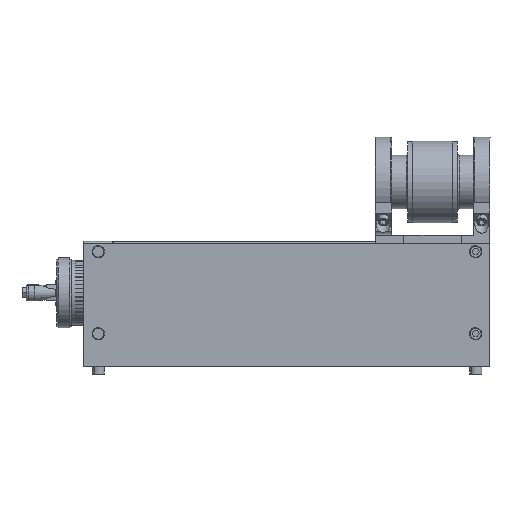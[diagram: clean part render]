
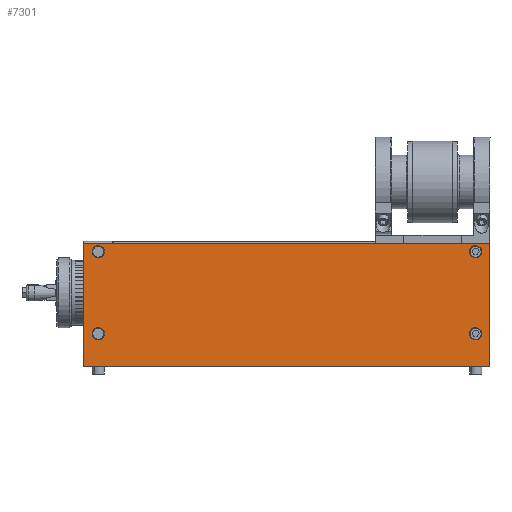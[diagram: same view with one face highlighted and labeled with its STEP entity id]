
A CAD part, left-side view. The second image highlights one B-rep face of the part: STEP entity #7301.
In plain terms, the highlighted planar face has unit normal (-1, 0, 0).
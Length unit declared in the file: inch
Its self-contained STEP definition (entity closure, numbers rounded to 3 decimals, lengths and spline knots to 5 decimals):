
#61 = ORIENTED_EDGE ( 'NONE', *, *, #891, .T. ) ;
#88 = DIRECTION ( 'NONE',  ( 1., 0., 0. ) ) ;
#397 = EDGE_CURVE ( 'NONE', #13451, #4515, #945, .T. ) ;
#882 = VERTEX_POINT ( 'NONE', #5733 ) ;
#891 = EDGE_CURVE ( 'NONE', #7480, #8209, #5299, .T. ) ;
#945 = LINE ( 'NONE', #13215, #7600 ) ;
#1003 = DIRECTION ( 'NONE',  ( 1., 0., 0. ) ) ;
#1137 = VERTEX_POINT ( 'NONE', #1998 ) ;
#1244 = DIRECTION ( 'NONE',  ( 0., 0., 1. ) ) ;
#1319 = FACE_BOUND ( 'NONE', #12292, .T. ) ;
#1801 = ORIENTED_EDGE ( 'NONE', *, *, #6386, .T. ) ;
#1935 = AXIS2_PLACEMENT_3D ( 'NONE', #8067, #88, #9420 ) ;
#1998 = CARTESIAN_POINT ( 'NONE',  ( -1.5, 0.60386, -4.71149 ) ) ;
#1999 = CIRCLE ( 'NONE', #12294, 0.1875 ) ;
#2161 = FACE_BOUND ( 'NONE', #4156, .T. ) ;
#2201 = CIRCLE ( 'NONE', #11953, 0.1875 ) ;
#2434 = AXIS2_PLACEMENT_3D ( 'NONE', #11518, #3543, #12876 ) ;
#2439 = CARTESIAN_POINT ( 'NONE',  ( -1.5, 12.375, -1.875 ) ) ;
#2594 = LINE ( 'NONE', #10591, #12378 ) ;
#3008 = ORIENTED_EDGE ( 'NONE', *, *, #10068, .T. ) ;
#3543 = DIRECTION ( 'NONE',  ( 1., 0., 0. ) ) ;
#3578 = DIRECTION ( 'NONE',  ( 1., 0., 0. ) ) ;
#3965 = ORIENTED_EDGE ( 'NONE', *, *, #397, .T. ) ;
#4156 = EDGE_LOOP ( 'NONE', ( #3008, #5476 ) ) ;
#4365 = EDGE_LOOP ( 'NONE', ( #3965, #14497, #8492, #5315 ) ) ;
#4515 = VERTEX_POINT ( 'NONE', #15987 ) ;
#4765 = AXIS2_PLACEMENT_3D ( 'NONE', #7897, #17248, #9253 ) ;
#4843 = ORIENTED_EDGE ( 'NONE', *, *, #15289, .T. ) ;
#5075 = CIRCLE ( 'NONE', #7799, 0.1875 ) ;
#5092 = CARTESIAN_POINT ( 'NONE',  ( -1.5, 12.375, -1.875 ) ) ;
#5162 = VERTEX_POINT ( 'NONE', #8771 ) ;
#5299 = CIRCLE ( 'NONE', #9448, 0.1875 ) ;
#5315 = ORIENTED_EDGE ( 'NONE', *, *, #6420, .T. ) ;
#5325 = VECTOR ( 'NONE', #9518, 39.37008 ) ;
#5476 = ORIENTED_EDGE ( 'NONE', *, *, #10220, .T. ) ;
#5598 = LINE ( 'NONE', #2439, #12272 ) ;
#5612 = DIRECTION ( 'NONE',  ( 1., 0., 0. ) ) ;
#5653 = DIRECTION ( 'NONE',  ( 0., 0.887, -0.461 ) ) ;
#5668 = CARTESIAN_POINT ( 'NONE',  ( -1.5, 0.4375, -2.125 ) ) ;
#5733 = CARTESIAN_POINT ( 'NONE',  ( -1.5, 11.77114, -2.03851 ) ) ;
#6092 = VERTEX_POINT ( 'NONE', #7349 ) ;
#6208 = EDGE_CURVE ( 'NONE', #8209, #7480, #1999, .T. ) ;
#6386 = EDGE_CURVE ( 'NONE', #5162, #882, #2201, .T. ) ;
#6420 = EDGE_CURVE ( 'NONE', #6092, #13451, #15982, .T. ) ;
#7250 = EDGE_CURVE ( 'NONE', #6092, #17028, #2594, .T. ) ;
#7301 = ADVANCED_FACE ( 'NONE', ( #15112, #1319, #2161, #11538, #7985 ), #13373, .F. ) ;
#7349 = CARTESIAN_POINT ( 'NONE',  ( -1.5, 12.375, -5.625 ) ) ;
#7480 = VERTEX_POINT ( 'NONE', #12488 ) ;
#7600 = VECTOR ( 'NONE', #13129, 39.37008 ) ;
#7731 = DIRECTION ( 'NONE',  ( 1., 0., 0. ) ) ;
#7799 = AXIS2_PLACEMENT_3D ( 'NONE', #11558, #3578, #12918 ) ;
#7897 = CARTESIAN_POINT ( 'NONE',  ( -1.5, 0.4375, -4.625 ) ) ;
#7985 = FACE_OUTER_BOUND ( 'NONE', #4365, .T. ) ;
#8067 = CARTESIAN_POINT ( 'NONE',  ( -1.5, 12.375, -5.625 ) ) ;
#8209 = VERTEX_POINT ( 'NONE', #8848 ) ;
#8464 = VERTEX_POINT ( 'NONE', #10778 ) ;
#8492 = ORIENTED_EDGE ( 'NONE', *, *, #7250, .F. ) ;
#8771 = CARTESIAN_POINT ( 'NONE',  ( -1.5, 12.10386, -2.21149 ) ) ;
#8848 = CARTESIAN_POINT ( 'NONE',  ( -1.5, 0.27114, -2.03851 ) ) ;
#8896 = CIRCLE ( 'NONE', #10454, 0.1875 ) ;
#8976 = CARTESIAN_POINT ( 'NONE',  ( -1.5, 11.9375, -2.125 ) ) ;
#9192 = DIRECTION ( 'NONE',  ( 0., 0.887, -0.461 ) ) ;
#9211 = DIRECTION ( 'NONE',  ( 1., 0., 0. ) ) ;
#9253 = DIRECTION ( 'NONE',  ( 0., 0.887, -0.461 ) ) ;
#9330 = CARTESIAN_POINT ( 'NONE',  ( -1.5, 11.9375, -2.125 ) ) ;
#9420 = DIRECTION ( 'NONE',  ( 0., 1., 0. ) ) ;
#9448 = AXIS2_PLACEMENT_3D ( 'NONE', #5668, #5612, #5653 ) ;
#9518 = DIRECTION ( 'NONE',  ( 0., -1., 0. ) ) ;
#9640 = CARTESIAN_POINT ( 'NONE',  ( -1.5, 12.375, -5.625 ) ) ;
#9702 = CARTESIAN_POINT ( 'NONE',  ( -1.5, 0., -5.625 ) ) ;
#9812 = EDGE_LOOP ( 'NONE', ( #16640, #4843 ) ) ;
#10068 = EDGE_CURVE ( 'NONE', #1137, #11152, #14825, .T. ) ;
#10220 = EDGE_CURVE ( 'NONE', #11152, #1137, #12718, .T. ) ;
#10331 = DIRECTION ( 'NONE',  ( 0., 0.887, -0.461 ) ) ;
#10454 = AXIS2_PLACEMENT_3D ( 'NONE', #15755, #7731, #17096 ) ;
#10591 = CARTESIAN_POINT ( 'NONE',  ( -1.5, 12.375, -5.625 ) ) ;
#10603 = AXIS2_PLACEMENT_3D ( 'NONE', #8976, #1003, #10331 ) ;
#10778 = CARTESIAN_POINT ( 'NONE',  ( -1.5, 12.10386, -4.71149 ) ) ;
#11152 = VERTEX_POINT ( 'NONE', #11372 ) ;
#11259 = EDGE_CURVE ( 'NONE', #882, #5162, #11663, .T. ) ;
#11372 = CARTESIAN_POINT ( 'NONE',  ( -1.5, 0.27114, -4.53851 ) ) ;
#11518 = CARTESIAN_POINT ( 'NONE',  ( -1.5, 0.4375, -4.625 ) ) ;
#11538 = FACE_BOUND ( 'NONE', #14788, .T. ) ;
#11558 = CARTESIAN_POINT ( 'NONE',  ( -1.5, 11.9375, -4.625 ) ) ;
#11663 = CIRCLE ( 'NONE', #10603, 0.1875 ) ;
#11890 = EDGE_CURVE ( 'NONE', #17028, #4515, #5598, .T. ) ;
#11953 = AXIS2_PLACEMENT_3D ( 'NONE', #9330, #9211, #9192 ) ;
#12272 = VECTOR ( 'NONE', #14426, 39.37008 ) ;
#12292 = EDGE_LOOP ( 'NONE', ( #1801, #13716 ) ) ;
#12294 = AXIS2_PLACEMENT_3D ( 'NONE', #16319, #16277, #16263 ) ;
#12378 = VECTOR ( 'NONE', #1244, 39.37008 ) ;
#12488 = CARTESIAN_POINT ( 'NONE',  ( -1.5, 0.60386, -2.21149 ) ) ;
#12718 = CIRCLE ( 'NONE', #4765, 0.1875 ) ;
#12869 = ORIENTED_EDGE ( 'NONE', *, *, #6208, .T. ) ;
#12876 = DIRECTION ( 'NONE',  ( 0., 0.887, -0.461 ) ) ;
#12918 = DIRECTION ( 'NONE',  ( 0., 0.887, -0.461 ) ) ;
#13105 = VERTEX_POINT ( 'NONE', #15544 ) ;
#13129 = DIRECTION ( 'NONE',  ( 0., 0., 1. ) ) ;
#13215 = CARTESIAN_POINT ( 'NONE',  ( -1.5, 0., -5.625 ) ) ;
#13373 = PLANE ( 'NONE',  #1935 ) ;
#13451 = VERTEX_POINT ( 'NONE', #9702 ) ;
#13716 = ORIENTED_EDGE ( 'NONE', *, *, #11259, .T. ) ;
#13756 = EDGE_CURVE ( 'NONE', #8464, #13105, #8896, .T. ) ;
#14426 = DIRECTION ( 'NONE',  ( 0., -1., 0. ) ) ;
#14497 = ORIENTED_EDGE ( 'NONE', *, *, #11890, .F. ) ;
#14788 = EDGE_LOOP ( 'NONE', ( #61, #12869 ) ) ;
#14825 = CIRCLE ( 'NONE', #2434, 0.1875 ) ;
#15112 = FACE_BOUND ( 'NONE', #9812, .T. ) ;
#15289 = EDGE_CURVE ( 'NONE', #13105, #8464, #5075, .T. ) ;
#15544 = CARTESIAN_POINT ( 'NONE',  ( -1.5, 11.77114, -4.53851 ) ) ;
#15755 = CARTESIAN_POINT ( 'NONE',  ( -1.5, 11.9375, -4.625 ) ) ;
#15982 = LINE ( 'NONE', #9640, #5325 ) ;
#15987 = CARTESIAN_POINT ( 'NONE',  ( -1.5, 0., -1.875 ) ) ;
#16263 = DIRECTION ( 'NONE',  ( 0., 0.887, -0.461 ) ) ;
#16277 = DIRECTION ( 'NONE',  ( 1., 0., 0. ) ) ;
#16319 = CARTESIAN_POINT ( 'NONE',  ( -1.5, 0.4375, -2.125 ) ) ;
#16640 = ORIENTED_EDGE ( 'NONE', *, *, #13756, .T. ) ;
#17028 = VERTEX_POINT ( 'NONE', #5092 ) ;
#17096 = DIRECTION ( 'NONE',  ( 0., 0.887, -0.461 ) ) ;
#17248 = DIRECTION ( 'NONE',  ( 1., 0., 0. ) ) ;
